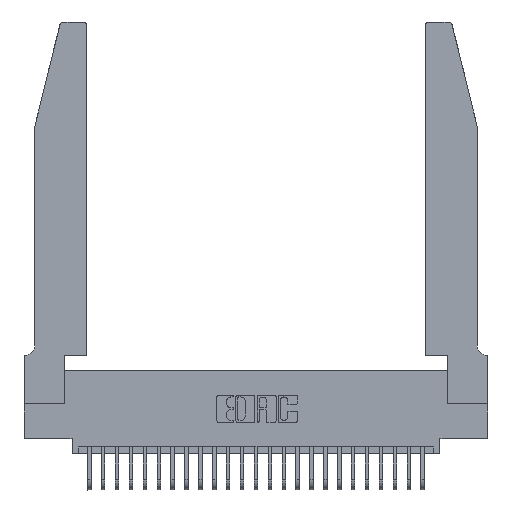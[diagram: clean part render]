
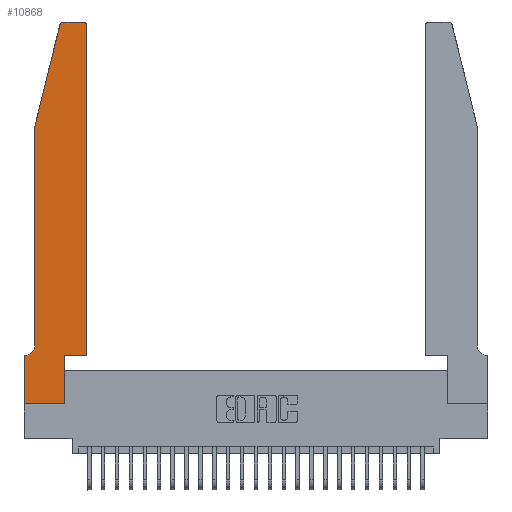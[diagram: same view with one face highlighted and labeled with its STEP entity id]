
A CAD part, top view. The second image highlights one B-rep face of the part: STEP entity #10868.
In plain terms, the highlighted planar face has unit normal (0, 0, 1).
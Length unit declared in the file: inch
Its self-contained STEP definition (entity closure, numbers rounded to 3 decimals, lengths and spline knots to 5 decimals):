
#100 = ORIENTED_EDGE ( 'NONE', *, *, #20259, .T. ) ;
#317 = ORIENTED_EDGE ( 'NONE', *, *, #23431, .T. ) ;
#384 = LINE ( 'NONE', #13347, #14010 ) ;
#509 = DIRECTION ( 'NONE',  ( -1., 0., 0. ) ) ;
#588 = ORIENTED_EDGE ( 'NONE', *, *, #12633, .T. ) ;
#839 = CIRCLE ( 'NONE', #15370, 0.07 ) ;
#932 = LINE ( 'NONE', #5805, #11733 ) ;
#1336 = EDGE_CURVE ( 'NONE', #17146, #2599, #839, .T. ) ;
#1542 = VERTEX_POINT ( 'NONE', #2993 ) ;
#2247 = CARTESIAN_POINT ( 'NONE',  ( 0.0055, 0.35, 0.37 ) ) ;
#2545 = CARTESIAN_POINT ( 'NONE',  ( 0.0755, 2., 0.37 ) ) ;
#2599 = VERTEX_POINT ( 'NONE', #2247 ) ;
#2680 = LINE ( 'NONE', #13842, #12828 ) ;
#2808 = VERTEX_POINT ( 'NONE', #7289 ) ;
#2993 = CARTESIAN_POINT ( 'NONE',  ( 0.2865, 0.35, 0.37 ) ) ;
#3263 = VECTOR ( 'NONE', #10613, 39.37008 ) ;
#3347 = EDGE_CURVE ( 'NONE', #25095, #1542, #16224, .T. ) ;
#3516 = AXIS2_PLACEMENT_3D ( 'NONE', #18196, #8170, #22225 ) ;
#3774 = ORIENTED_EDGE ( 'NONE', *, *, #3347, .T. ) ;
#3925 = VERTEX_POINT ( 'NONE', #18353 ) ;
#4223 = VERTEX_POINT ( 'NONE', #9196 ) ;
#4900 = VECTOR ( 'NONE', #6073, 39.37008 ) ;
#4910 = DIRECTION ( 'NONE',  ( 0., -1., 0. ) ) ;
#5674 = CARTESIAN_POINT ( 'NONE',  ( 0., 0., 0.37 ) ) ;
#5805 = CARTESIAN_POINT ( 'NONE',  ( 0.2605, 2.75, 0.37 ) ) ;
#5823 = FACE_OUTER_BOUND ( 'NONE', #19239, .T. ) ;
#6073 = DIRECTION ( 'NONE',  ( 0., 1., 0. ) ) ;
#6139 = PLANE ( 'NONE',  #3516 ) ;
#6405 = VECTOR ( 'NONE', #4910, 39.37008 ) ;
#6462 = ORIENTED_EDGE ( 'NONE', *, *, #18578, .T. ) ;
#6540 = VERTEX_POINT ( 'NONE', #5674 ) ;
#6717 = CARTESIAN_POINT ( 'NONE',  ( 0.2865, 0., 0.37 ) ) ;
#7135 = CARTESIAN_POINT ( 'NONE',  ( 0.284, 2.75, 0.37 ) ) ;
#7189 = LINE ( 'NONE', #10123, #16606 ) ;
#7289 = CARTESIAN_POINT ( 'NONE',  ( 0.4505, 2.72, 0.37 ) ) ;
#7317 = DIRECTION ( 'NONE',  ( 0., 1., 0. ) ) ;
#7790 = EDGE_CURVE ( 'NONE', #23533, #17146, #7189, .T. ) ;
#7930 = VECTOR ( 'NONE', #14283, 39.37008 ) ;
#8170 = DIRECTION ( 'NONE',  ( 0., 0., 1. ) ) ;
#9043 = DIRECTION ( 'NONE',  ( 0., 0., 1. ) ) ;
#9196 = CARTESIAN_POINT ( 'NONE',  ( 0.4505, 0.35, 0.37 ) ) ;
#9271 = AXIS2_PLACEMENT_3D ( 'NONE', #21065, #9043, #23075 ) ;
#9416 = VERTEX_POINT ( 'NONE', #25236 ) ;
#9838 = LINE ( 'NONE', #22258, #7930 ) ;
#10123 = CARTESIAN_POINT ( 'NONE',  ( 0.0755, 2., 0.37 ) ) ;
#10613 = DIRECTION ( 'NONE',  ( -0.239, -0.971, 0. ) ) ;
#10868 = ADVANCED_FACE ( 'NONE', ( #5823 ), #6139, .T. ) ;
#11029 = DIRECTION ( 'NONE',  ( 0., 0., 1. ) ) ;
#11222 = CARTESIAN_POINT ( 'NONE',  ( 0.4205, 2.75, 0.37 ) ) ;
#11495 = CARTESIAN_POINT ( 'NONE',  ( 0., 0., 0.37 ) ) ;
#11733 = VECTOR ( 'NONE', #19874, 39.37008 ) ;
#11960 = VERTEX_POINT ( 'NONE', #7135 ) ;
#12358 = AXIS2_PLACEMENT_3D ( 'NONE', #23025, #11029, #25025 ) ;
#12383 = EDGE_CURVE ( 'NONE', #2808, #18766, #17369, .T. ) ;
#12633 = EDGE_CURVE ( 'NONE', #18766, #11960, #932, .T. ) ;
#12662 = DIRECTION ( 'NONE',  ( 0., 0., -1. ) ) ;
#12828 = VECTOR ( 'NONE', #25805, 39.37008 ) ;
#13062 = CARTESIAN_POINT ( 'NONE',  ( 0., 0., 0.37 ) ) ;
#13347 = CARTESIAN_POINT ( 'NONE',  ( 0.4505, 0.35, 0.37 ) ) ;
#13538 = DIRECTION ( 'NONE',  ( 1., 0., 0. ) ) ;
#13842 = CARTESIAN_POINT ( 'NONE',  ( 0.0755, 0.35, 0.37 ) ) ;
#13888 = CARTESIAN_POINT ( 'NONE',  ( 0.0755, 0.42, 0.37 ) ) ;
#13950 = EDGE_CURVE ( 'NONE', #1542, #4223, #9838, .T. ) ;
#14010 = VECTOR ( 'NONE', #7317, 39.37008 ) ;
#14283 = DIRECTION ( 'NONE',  ( 1., 0., 0. ) ) ;
#14997 = ORIENTED_EDGE ( 'NONE', *, *, #13950, .T. ) ;
#15055 = VECTOR ( 'NONE', #13538, 39.37008 ) ;
#15370 = AXIS2_PLACEMENT_3D ( 'NONE', #24628, #12662, #509 ) ;
#15750 = ORIENTED_EDGE ( 'NONE', *, *, #1336, .T. ) ;
#16224 = LINE ( 'NONE', #18211, #4900 ) ;
#16606 = VECTOR ( 'NONE', #20121, 39.37008 ) ;
#17146 = VERTEX_POINT ( 'NONE', #13888 ) ;
#17369 = CIRCLE ( 'NONE', #12358, 0.03 ) ;
#17650 = EDGE_CURVE ( 'NONE', #2599, #9416, #2680, .T. ) ;
#17737 = ORIENTED_EDGE ( 'NONE', *, *, #19192, .T. ) ;
#18196 = CARTESIAN_POINT ( 'NONE',  ( 0., 0.35, 0.37 ) ) ;
#18211 = CARTESIAN_POINT ( 'NONE',  ( 0.2865, 0.35, 0.37 ) ) ;
#18353 = CARTESIAN_POINT ( 'NONE',  ( 0.25487, 2.72718, 0.37 ) ) ;
#18578 = EDGE_CURVE ( 'NONE', #3925, #23533, #18726, .T. ) ;
#18726 = LINE ( 'NONE', #2545, #3263 ) ;
#18766 = VERTEX_POINT ( 'NONE', #11222 ) ;
#19192 = EDGE_CURVE ( 'NONE', #9416, #6540, #21821, .T. ) ;
#19239 = EDGE_LOOP ( 'NONE', ( #588, #23839, #6462, #24945, #15750, #21674, #17737, #100, #3774, #14997, #317, #19635 ) ) ;
#19627 = CARTESIAN_POINT ( 'NONE',  ( 0.0755, 2., 0.37 ) ) ;
#19635 = ORIENTED_EDGE ( 'NONE', *, *, #12383, .T. ) ;
#19724 = EDGE_CURVE ( 'NONE', #11960, #3925, #22316, .T. ) ;
#19874 = DIRECTION ( 'NONE',  ( -1., 0., 0. ) ) ;
#20121 = DIRECTION ( 'NONE',  ( 0., -1., 0. ) ) ;
#20259 = EDGE_CURVE ( 'NONE', #6540, #25095, #20402, .T. ) ;
#20402 = LINE ( 'NONE', #11495, #15055 ) ;
#21065 = CARTESIAN_POINT ( 'NONE',  ( 0.284, 2.72, 0.37 ) ) ;
#21674 = ORIENTED_EDGE ( 'NONE', *, *, #17650, .T. ) ;
#21821 = LINE ( 'NONE', #13062, #6405 ) ;
#22225 = DIRECTION ( 'NONE',  ( 1., 0., 0. ) ) ;
#22258 = CARTESIAN_POINT ( 'NONE',  ( 0.4505, 0.35, 0.37 ) ) ;
#22316 = CIRCLE ( 'NONE', #9271, 0.03 ) ;
#23025 = CARTESIAN_POINT ( 'NONE',  ( 0.4205, 2.72, 0.37 ) ) ;
#23075 = DIRECTION ( 'NONE',  ( 1., 0., 0. ) ) ;
#23431 = EDGE_CURVE ( 'NONE', #4223, #2808, #384, .T. ) ;
#23533 = VERTEX_POINT ( 'NONE', #19627 ) ;
#23839 = ORIENTED_EDGE ( 'NONE', *, *, #19724, .T. ) ;
#24628 = CARTESIAN_POINT ( 'NONE',  ( 0.0055, 0.42, 0.37 ) ) ;
#24945 = ORIENTED_EDGE ( 'NONE', *, *, #7790, .T. ) ;
#25025 = DIRECTION ( 'NONE',  ( 1., 0., 0. ) ) ;
#25095 = VERTEX_POINT ( 'NONE', #6717 ) ;
#25236 = CARTESIAN_POINT ( 'NONE',  ( 0., 0.35, 0.37 ) ) ;
#25805 = DIRECTION ( 'NONE',  ( -1., 0., 0. ) ) ;
